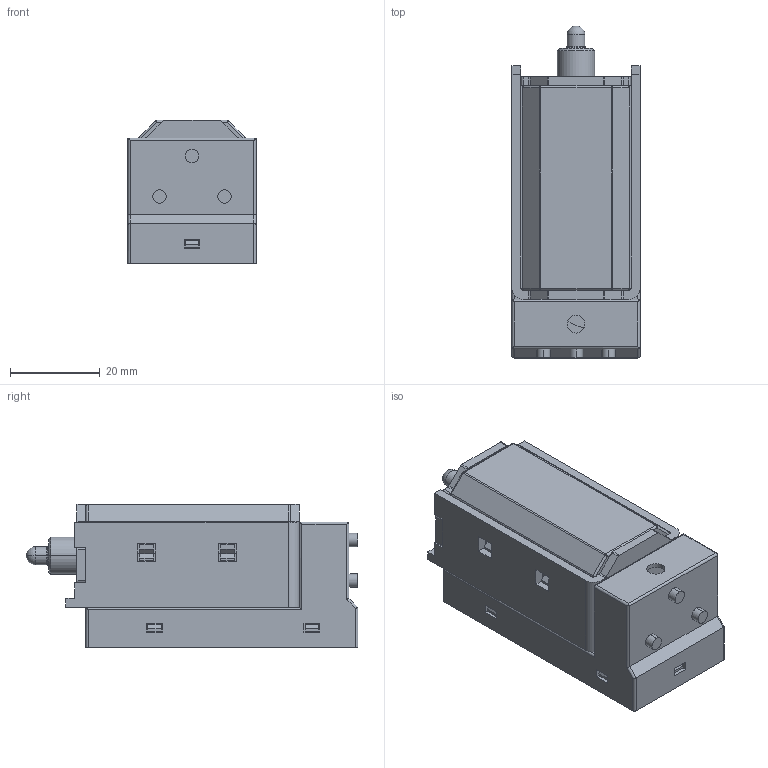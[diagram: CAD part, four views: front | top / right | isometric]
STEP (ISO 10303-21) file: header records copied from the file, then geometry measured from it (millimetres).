
FILE_DESCRIPTION((''),'2;1');
FILE_NAME('UVT26_ASM','2021-09-16T13:29:05',('zhxmin'),(''),'CREO PARAMETRIC BY PTC INC, 2018020','CREO PARAMETRIC BY PTC INC, 2018020','');
FILE_SCHEMA(('CONFIG_CONTROL_DESIGN','SHAPE_APPEARANCE_LAYERS_GROUPS'));
Length unit declared in the file: metre
Products named in the file (17): 5619M1526194_1_1; 5619M1526194_2; 5619M1526194_3; 5619M1526194_4; 5619M1526194_5; 5619M1526194_6; 5619M1526194_7; 5619M1526194_8; 5619M1526194_9; 5619M1526194_10; 5619M1526194_11; 5619M1526194_12; 5619M1526194_13; 5619M1526194_14; 5619M1526194_15; 5619M1526194_ASM; UVT26_ASM
Assembly tree (16 placements, depth 3):
  UVT26_ASM
    5619M1526194_ASM
      5619M1526194_1_1
      5619M1526194_2
      5619M1526194_3
      5619M1526194_4
      5619M1526194_5
      5619M1526194_6
      5619M1526194_7
      5619M1526194_8
      5619M1526194_9
      5619M1526194_10
      5619M1526194_11
      5619M1526194_12
      5619M1526194_13
      5619M1526194_14
      5619M1526194_15
Bounding box: 28.5 x 73.8 x 32 mm (x, y, z)
Volume: 29582.5 mm3; surface area: 42670.2 mm2
Topology: 14 solids, 15 shells, 539 faces, 1352 edges, 851 vertices
Faces by surface type: plane 305, cylinder 158, torus 32, cone 20, sphere 14, bspline 10
Entity records: 30244 total; most frequent: CARTESIAN_POINT 14220, DIRECTION 2821, ORIENTED_EDGE 2674, EDGE_CURVE 1338, AXIS2_PLACEMENT_3D 953, VECTOR 915, LINE 915, VERTEX_POINT 851
